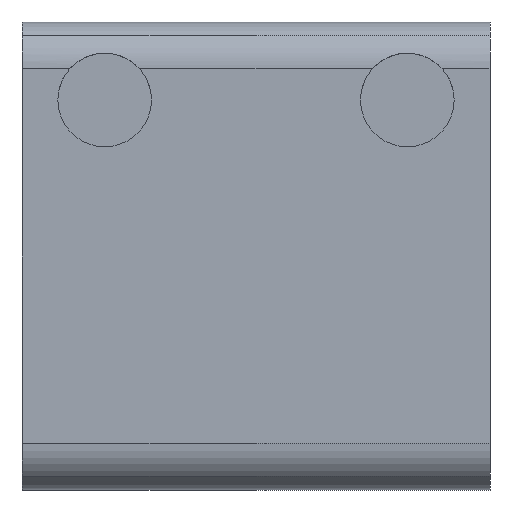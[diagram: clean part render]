
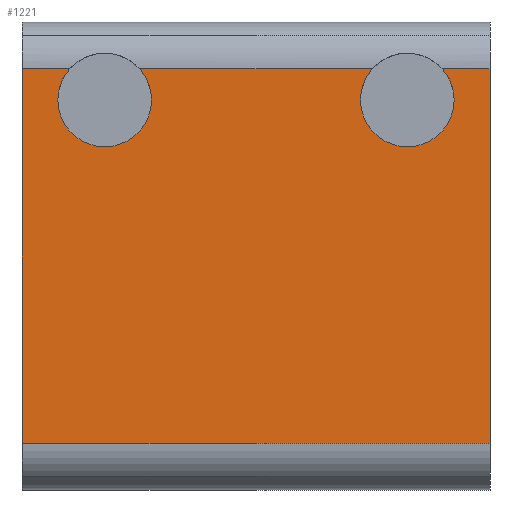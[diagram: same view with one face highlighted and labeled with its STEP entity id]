
A CAD part, front view. The second image highlights one B-rep face of the part: STEP entity #1221.
In plain terms, the highlighted planar face has unit normal (0, -1, 0).
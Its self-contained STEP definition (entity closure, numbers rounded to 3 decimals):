
#563=CARTESIAN_POINT('',(-3.35,-10.,5.0));
#564=VERTEX_POINT('',#563);
#580=CARTESIAN_POINT('',(-6.35,-10.,5.0));
#581=VERTEX_POINT('',#580);
#588=CARTESIAN_POINT('',(-4.85,-10.,5.0));
#589=DIRECTION('',(0.0,1.0,0.0));
#590=DIRECTION('',(1.0,0.0,0.0));
#591=AXIS2_PLACEMENT_3D('',#588,#589,#590);
#592=CIRCLE('',#591,1.5);
#593=EDGE_CURVE('',#564,#581,#592,.T.);
#605=CARTESIAN_POINT('',(6.35,-10.,5.0));
#606=VERTEX_POINT('',#605);
#622=CARTESIAN_POINT('',(3.35,-10.,5.0));
#623=VERTEX_POINT('',#622);
#630=CARTESIAN_POINT('',(4.85,-10.0,5.0));
#631=DIRECTION('',(0.0,1.0,0.0));
#632=DIRECTION('',(1.0,0.0,0.0));
#633=AXIS2_PLACEMENT_3D('',#630,#631,#632);
#634=CIRCLE('',#633,1.5);
#635=EDGE_CURVE('',#606,#623,#634,.T.);
#1004=CARTESIAN_POINT('',(-7.5,-10.0,6.0));
#1005=VERTEX_POINT('',#1004);
#1013=CARTESIAN_POINT('',(-5.968,-10.0,6.0));
#1014=VERTEX_POINT('',#1013);
#1015=CARTESIAN_POINT('',(-7.5,-10.0,6.0));
#1016=DIRECTION('',(1.0,0.0,0.0));
#1017=VECTOR('',#1016,1.532);
#1018=LINE('',#1015,#1017);
#1019=EDGE_CURVE('',#1005,#1014,#1018,.T.);
#1021=CARTESIAN_POINT('',(-3.732,-10.0,6.0));
#1022=VERTEX_POINT('',#1021);
#1045=CARTESIAN_POINT('',(3.732,-10.0,6.0));
#1046=VERTEX_POINT('',#1045);
#1047=CARTESIAN_POINT('',(-3.732,-10.0,6.0));
#1048=DIRECTION('',(1.0,0.0,0.0));
#1049=VECTOR('',#1048,7.464);
#1050=LINE('',#1047,#1049);
#1051=EDGE_CURVE('',#1022,#1046,#1050,.T.);
#1053=CARTESIAN_POINT('',(5.968,-10.0,6.0));
#1054=VERTEX_POINT('',#1053);
#1077=CARTESIAN_POINT('',(7.5,-10.0,6.0));
#1078=VERTEX_POINT('',#1077);
#1079=CARTESIAN_POINT('',(5.968,-10.0,6.0));
#1080=DIRECTION('',(1.0,0.0,0.0));
#1081=VECTOR('',#1080,1.532);
#1082=LINE('',#1079,#1081);
#1083=EDGE_CURVE('',#1054,#1078,#1082,.T.);
#1101=CARTESIAN_POINT('',(4.85,-10.0,5.0));
#1102=DIRECTION('',(0.0,1.0,0.0));
#1103=DIRECTION('',(1.0,0.0,0.0));
#1104=AXIS2_PLACEMENT_3D('',#1101,#1102,#1103);
#1105=CIRCLE('',#1104,1.5);
#1106=EDGE_CURVE('',#1054,#606,#1105,.T.);
#1109=CARTESIAN_POINT('',(4.85,-10.0,5.0));
#1110=DIRECTION('',(0.0,1.0,0.0));
#1111=DIRECTION('',(1.0,0.0,0.0));
#1112=AXIS2_PLACEMENT_3D('',#1109,#1110,#1111);
#1113=CIRCLE('',#1112,1.5);
#1114=EDGE_CURVE('',#623,#1046,#1113,.T.);
#1133=CARTESIAN_POINT('',(-4.85,-10.,5.0));
#1134=DIRECTION('',(0.0,1.0,0.0));
#1135=DIRECTION('',(1.0,0.0,0.0));
#1136=AXIS2_PLACEMENT_3D('',#1133,#1134,#1135);
#1137=CIRCLE('',#1136,1.5);
#1138=EDGE_CURVE('',#1022,#564,#1137,.T.);
#1141=CARTESIAN_POINT('',(-4.85,-10.,5.0));
#1142=DIRECTION('',(0.0,1.0,0.0));
#1143=DIRECTION('',(1.0,0.0,0.0));
#1144=AXIS2_PLACEMENT_3D('',#1141,#1142,#1143);
#1145=CIRCLE('',#1144,1.5);
#1146=EDGE_CURVE('',#581,#1014,#1145,.T.);
#1165=CARTESIAN_POINT('',(7.5,-10.0,-6.));
#1166=VERTEX_POINT('',#1165);
#1174=CARTESIAN_POINT('',(-7.5,-10.0,-6.));
#1175=VERTEX_POINT('',#1174);
#1176=CARTESIAN_POINT('',(7.5,-10.0,-6.));
#1177=DIRECTION('',(-1.0,0.0,0.0));
#1178=VECTOR('',#1177,15.0);
#1179=LINE('',#1176,#1178);
#1180=EDGE_CURVE('',#1166,#1175,#1179,.T.);
#1192=CARTESIAN_POINT('',(7.5,-10.0,-7.5));
#1193=DIRECTION('',(0.0,-1.0,0.0));
#1194=DIRECTION('',(0.0,0.0,-1.0));
#1195=AXIS2_PLACEMENT_3D('',#1192,#1193,#1194);
#1196=PLANE('',#1195);
#1197=ORIENTED_EDGE('',*,*,#1083,.F.);
#1198=ORIENTED_EDGE('',*,*,#1106,.T.);
#1199=ORIENTED_EDGE('',*,*,#635,.T.);
#1200=ORIENTED_EDGE('',*,*,#1114,.T.);
#1201=ORIENTED_EDGE('',*,*,#1051,.F.);
#1202=ORIENTED_EDGE('',*,*,#1138,.T.);
#1203=ORIENTED_EDGE('',*,*,#593,.T.);
#1204=ORIENTED_EDGE('',*,*,#1146,.T.);
#1205=ORIENTED_EDGE('',*,*,#1019,.F.);
#1206=CARTESIAN_POINT('',(-7.5,-10.0,-6.));
#1207=DIRECTION('',(0.0,0.0,1.0));
#1208=VECTOR('',#1207,12.0);
#1209=LINE('',#1206,#1208);
#1210=EDGE_CURVE('',#1175,#1005,#1209,.T.);
#1211=ORIENTED_EDGE('',*,*,#1210,.F.);
#1212=ORIENTED_EDGE('',*,*,#1180,.F.);
#1213=CARTESIAN_POINT('',(7.5,-10.0,-6.));
#1214=DIRECTION('',(0.0,0.0,1.0));
#1215=VECTOR('',#1214,12.0);
#1216=LINE('',#1213,#1215);
#1217=EDGE_CURVE('',#1166,#1078,#1216,.T.);
#1218=ORIENTED_EDGE('',*,*,#1217,.T.);
#1219=EDGE_LOOP('',(#1197,#1198,#1199,#1200,#1201,#1202,#1203,#1204,#1205,#1211,#1212,#1218));
#1220=FACE_OUTER_BOUND('',#1219,.T.);
#1221=ADVANCED_FACE('',(#1220),#1196,.T.);
